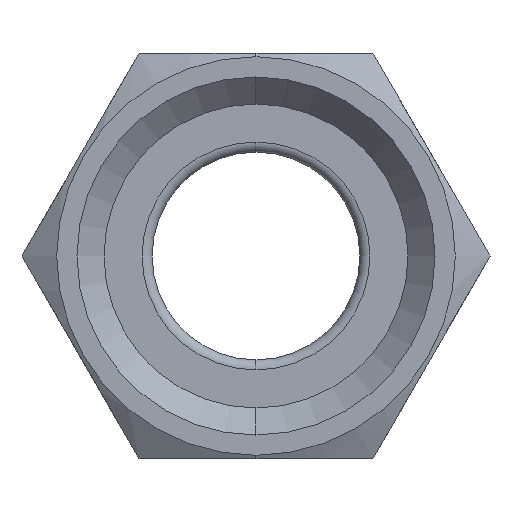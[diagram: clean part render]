
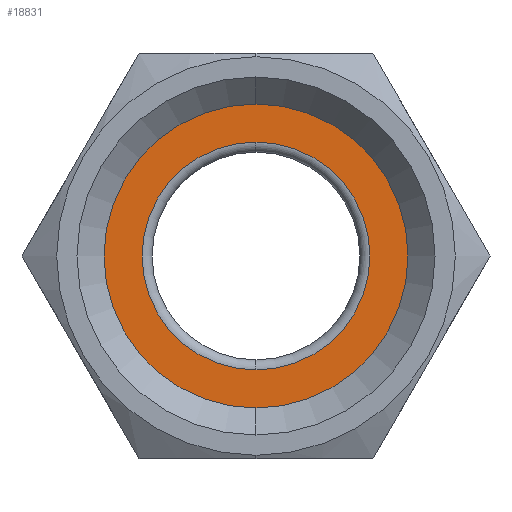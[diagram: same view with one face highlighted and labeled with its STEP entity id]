
A CAD part, front view. The second image highlights one B-rep face of the part: STEP entity #18831.
In plain terms, the highlighted planar face has unit normal (0, -1, 0).
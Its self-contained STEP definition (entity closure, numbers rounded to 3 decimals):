
#2 = FACE_OUTER_BOUND ( 'NONE', #13696, .T. ) ;
#17 = FACE_BOUND ( 'NONE', #13690, .T. ) ;
#50 = AXIS2_PLACEMENT_3D ( 'NONE', #1250, #1248, #1246 ) ;
#53 = CIRCLE ( 'NONE', #55, 3.375 ) ;
#55 = AXIS2_PLACEMENT_3D ( 'NONE', #12864, #12865, #12866 ) ;
#85 = AXIS2_PLACEMENT_3D ( 'NONE', #1290, #1289, #1287 ) ;
#91 = CIRCLE ( 'NONE', #85, 4.5 ) ;
#610 = VERTEX_POINT ( 'NONE', #1342 ) ;
#620 = VERTEX_POINT ( 'NONE', #1338 ) ;
#1246 = DIRECTION ( 'NONE',  ( 0., 0., 1. ) ) ;
#1248 = DIRECTION ( 'NONE',  ( 0., 1., 0. ) ) ;
#1250 = CARTESIAN_POINT ( 'NONE',  ( 4.5, 8., 0. ) ) ;
#1252 = PLANE ( 'NONE',  #50 ) ;
#1287 = DIRECTION ( 'NONE',  ( 0., 0., -1. ) ) ;
#1289 = DIRECTION ( 'NONE',  ( 0., -1., 0. ) ) ;
#1290 = CARTESIAN_POINT ( 'NONE',  ( 0., 8., 0. ) ) ;
#1324 = CARTESIAN_POINT ( 'NONE',  ( 0., 8., -3.375 ) ) ;
#1326 = CARTESIAN_POINT ( 'NONE',  ( 0., 8., 4.5 ) ) ;
#1338 = CARTESIAN_POINT ( 'NONE',  ( 0., 8., 3.375 ) ) ;
#1342 = CARTESIAN_POINT ( 'NONE',  ( 0., 8., -4.5 ) ) ;
#8095 = ORIENTED_EDGE ( 'NONE', *, *, #18820, .T. ) ;
#8106 = ORIENTED_EDGE ( 'NONE', *, *, #19193, .T. ) ;
#12738 = CARTESIAN_POINT ( 'NONE',  ( 0., 8., 0. ) ) ;
#12739 = DIRECTION ( 'NONE',  ( 0., -1., 0. ) ) ;
#12740 = DIRECTION ( 'NONE',  ( 0., 0., -1. ) ) ;
#12752 = CARTESIAN_POINT ( 'NONE',  ( 0., 8., 0. ) ) ;
#12753 = DIRECTION ( 'NONE',  ( 0., -1., 0. ) ) ;
#12754 = DIRECTION ( 'NONE',  ( 0., 0., -1. ) ) ;
#12864 = CARTESIAN_POINT ( 'NONE',  ( 0., 8., 0. ) ) ;
#12865 = DIRECTION ( 'NONE',  ( 0., -1., 0. ) ) ;
#12866 = DIRECTION ( 'NONE',  ( 0., 0., -1. ) ) ;
#13677 = VERTEX_POINT ( 'NONE', #1326 ) ;
#13678 = VERTEX_POINT ( 'NONE', #1324 ) ;
#13690 = EDGE_LOOP ( 'NONE', ( #18742, #18744 ) ) ;
#13696 = EDGE_LOOP ( 'NONE', ( #8106, #8095 ) ) ;
#15893 = CIRCLE ( 'NONE', #15900, 3.375 ) ;
#15900 = AXIS2_PLACEMENT_3D ( 'NONE', #12738, #12739, #12740 ) ;
#15901 = CIRCLE ( 'NONE', #15903, 4.5 ) ;
#15903 = AXIS2_PLACEMENT_3D ( 'NONE', #12752, #12753, #12754 ) ;
#18742 = ORIENTED_EDGE ( 'NONE', *, *, #19130, .F. ) ;
#18744 = ORIENTED_EDGE ( 'NONE', *, *, #19189, .F. ) ;
#18820 = EDGE_CURVE ( 'NONE', #13677, #610, #91, .T. ) ;
#18831 = ADVANCED_FACE ( 'NONE', ( #17, #2 ), #1252, .F. ) ;
#19130 = EDGE_CURVE ( 'NONE', #13678, #620, #53, .T. ) ;
#19189 = EDGE_CURVE ( 'NONE', #620, #13678, #15893, .T. ) ;
#19193 = EDGE_CURVE ( 'NONE', #610, #13677, #15901, .T. ) ;
